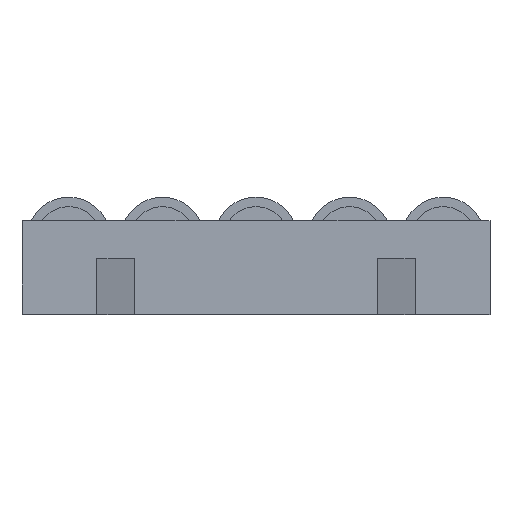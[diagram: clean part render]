
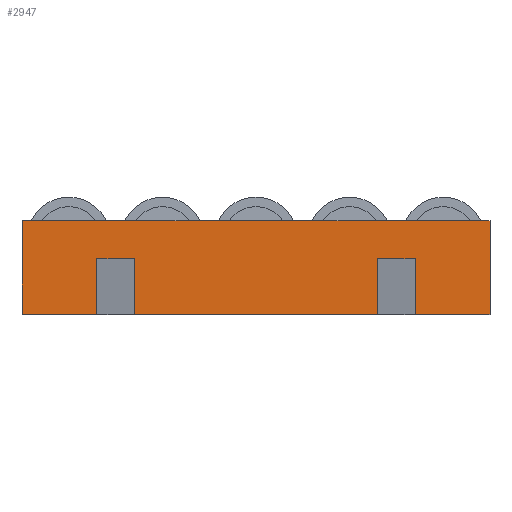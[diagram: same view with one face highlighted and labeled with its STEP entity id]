
A CAD part, top view. The second image highlights one B-rep face of the part: STEP entity #2947.
In plain terms, the highlighted planar face has unit normal (0, 0, 1).
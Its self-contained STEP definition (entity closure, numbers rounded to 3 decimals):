
#56 = CARTESIAN_POINT ( 'NONE',  ( 0., 0., 16.7 ) ) ;
#112 = VECTOR ( 'NONE', #3653, 1000. ) ;
#124 = VERTEX_POINT ( 'NONE', #343 ) ;
#252 = EDGE_CURVE ( 'NONE', #11171, #7988, #482, .T. ) ;
#300 = CARTESIAN_POINT ( 'NONE',  ( 25., 0., 16.7 ) ) ;
#341 = DIRECTION ( 'NONE',  ( 0., -1., 0. ) ) ;
#343 = CARTESIAN_POINT ( 'NONE',  ( -13., 0., 16.7 ) ) ;
#411 = VECTOR ( 'NONE', #8219, 1000. ) ;
#482 = LINE ( 'NONE', #1384, #7336 ) ;
#628 = EDGE_CURVE ( 'NONE', #8226, #1829, #2049, .T. ) ;
#731 = VERTEX_POINT ( 'NONE', #10756 ) ;
#879 = ORIENTED_EDGE ( 'NONE', *, *, #7487, .T. ) ;
#898 = CARTESIAN_POINT ( 'NONE',  ( 13., 5.9, 16.7 ) ) ;
#951 = VECTOR ( 'NONE', #6322, 1000. ) ;
#979 = DIRECTION ( 'NONE',  ( -1., 0., 0. ) ) ;
#1093 = CARTESIAN_POINT ( 'NONE',  ( -25., 5.9, 16.7 ) ) ;
#1384 = CARTESIAN_POINT ( 'NONE',  ( 25., 0., 16.7 ) ) ;
#1559 = VECTOR ( 'NONE', #10959, 1000. ) ;
#1829 = VERTEX_POINT ( 'NONE', #3027 ) ;
#1980 = VERTEX_POINT ( 'NONE', #11021 ) ;
#2037 = ORIENTED_EDGE ( 'NONE', *, *, #9229, .T. ) ;
#2049 = LINE ( 'NONE', #8052, #951 ) ;
#2236 = CARTESIAN_POINT ( 'NONE',  ( 17., 5.9, 16.7 ) ) ;
#2337 = DIRECTION ( 'NONE',  ( -1., 0., 0. ) ) ;
#2385 = ORIENTED_EDGE ( 'NONE', *, *, #8489, .F. ) ;
#2514 = VERTEX_POINT ( 'NONE', #2236 ) ;
#2519 = VERTEX_POINT ( 'NONE', #5580 ) ;
#2622 = LINE ( 'NONE', #56, #11073 ) ;
#2863 = DIRECTION ( 'NONE',  ( 1., 0., 0. ) ) ;
#2947 = ADVANCED_FACE ( 'NONE', ( #3906 ), #6753, .T. ) ;
#2953 = LINE ( 'NONE', #4952, #9492 ) ;
#3027 = CARTESIAN_POINT ( 'NONE',  ( -25., 10., 16.7 ) ) ;
#3255 = ORIENTED_EDGE ( 'NONE', *, *, #5390, .T. ) ;
#3523 = ORIENTED_EDGE ( 'NONE', *, *, #4748, .T. ) ;
#3653 = DIRECTION ( 'NONE',  ( -1., 0., 0. ) ) ;
#3764 = CARTESIAN_POINT ( 'NONE',  ( 0., 0., 16.7 ) ) ;
#3771 = VERTEX_POINT ( 'NONE', #3887 ) ;
#3887 = CARTESIAN_POINT ( 'NONE',  ( 17., 0., 16.7 ) ) ;
#3893 = LINE ( 'NONE', #5538, #8099 ) ;
#3906 = FACE_OUTER_BOUND ( 'NONE', #4510, .T. ) ;
#4023 = VERTEX_POINT ( 'NONE', #5075 ) ;
#4118 = LINE ( 'NONE', #3764, #112 ) ;
#4177 = CARTESIAN_POINT ( 'NONE',  ( 25., 10., 16.7 ) ) ;
#4243 = CARTESIAN_POINT ( 'NONE',  ( -25., 0., 16.7 ) ) ;
#4510 = EDGE_LOOP ( 'NONE', ( #879, #7483, #10979, #9356, #2037, #3523, #10969, #7209, #5711, #3255, #11174, #2385 ) ) ;
#4657 = AXIS2_PLACEMENT_3D ( 'NONE', #8515, #9227, #8483 ) ;
#4748 = EDGE_CURVE ( 'NONE', #7350, #2514, #7299, .T. ) ;
#4846 = CARTESIAN_POINT ( 'NONE',  ( 0., 0., 16.7 ) ) ;
#4952 = CARTESIAN_POINT ( 'NONE',  ( -25., 10., 16.7 ) ) ;
#4983 = VECTOR ( 'NONE', #8145, 1000. ) ;
#5004 = VECTOR ( 'NONE', #2863, 1000. ) ;
#5075 = CARTESIAN_POINT ( 'NONE',  ( -13., 5.9, 16.7 ) ) ;
#5239 = LINE ( 'NONE', #5570, #7268 ) ;
#5390 = EDGE_CURVE ( 'NONE', #11171, #1829, #2953, .T. ) ;
#5538 = CARTESIAN_POINT ( 'NONE',  ( -25., 5.9, 16.7 ) ) ;
#5570 = CARTESIAN_POINT ( 'NONE',  ( -13., 0., 16.7 ) ) ;
#5580 = CARTESIAN_POINT ( 'NONE',  ( -17., 5.9, 16.7 ) ) ;
#5648 = CARTESIAN_POINT ( 'NONE',  ( 13., 0., 16.7 ) ) ;
#5658 = DIRECTION ( 'NONE',  ( 1., 0., 0. ) ) ;
#5711 = ORIENTED_EDGE ( 'NONE', *, *, #252, .F. ) ;
#5726 = EDGE_CURVE ( 'NONE', #2519, #4023, #3893, .T. ) ;
#5839 = DIRECTION ( 'NONE',  ( 0., -1., 0. ) ) ;
#6310 = EDGE_CURVE ( 'NONE', #4023, #124, #5239, .T. ) ;
#6322 = DIRECTION ( 'NONE',  ( 0., 1., 0. ) ) ;
#6753 = PLANE ( 'NONE',  #4657 ) ;
#7114 = EDGE_CURVE ( 'NONE', #7988, #3771, #10991, .T. ) ;
#7132 = CARTESIAN_POINT ( 'NONE',  ( 17., 0., 16.7 ) ) ;
#7209 = ORIENTED_EDGE ( 'NONE', *, *, #7114, .F. ) ;
#7268 = VECTOR ( 'NONE', #341, 1000. ) ;
#7279 = LINE ( 'NONE', #8953, #4983 ) ;
#7299 = LINE ( 'NONE', #1093, #5004 ) ;
#7336 = VECTOR ( 'NONE', #5839, 1000. ) ;
#7350 = VERTEX_POINT ( 'NONE', #898 ) ;
#7483 = ORIENTED_EDGE ( 'NONE', *, *, #5726, .T. ) ;
#7487 = EDGE_CURVE ( 'NONE', #731, #2519, #7279, .T. ) ;
#7645 = VECTOR ( 'NONE', #7967, 1000. ) ;
#7931 = LINE ( 'NONE', #5648, #411 ) ;
#7967 = DIRECTION ( 'NONE',  ( 0., -1., 0. ) ) ;
#7988 = VERTEX_POINT ( 'NONE', #300 ) ;
#8052 = CARTESIAN_POINT ( 'NONE',  ( -25., 0., 16.7 ) ) ;
#8099 = VECTOR ( 'NONE', #5658, 1000. ) ;
#8145 = DIRECTION ( 'NONE',  ( 0., 1., 0. ) ) ;
#8171 = LINE ( 'NONE', #7132, #7645 ) ;
#8219 = DIRECTION ( 'NONE',  ( 0., 1., 0. ) ) ;
#8226 = VERTEX_POINT ( 'NONE', #4243 ) ;
#8483 = DIRECTION ( 'NONE',  ( 1., 0., 0. ) ) ;
#8489 = EDGE_CURVE ( 'NONE', #731, #8226, #4118, .T. ) ;
#8515 = CARTESIAN_POINT ( 'NONE',  ( -25., 0., 16.7 ) ) ;
#8926 = EDGE_CURVE ( 'NONE', #1980, #124, #2622, .T. ) ;
#8953 = CARTESIAN_POINT ( 'NONE',  ( -17., 0., 16.7 ) ) ;
#9227 = DIRECTION ( 'NONE',  ( 0., 0., 1. ) ) ;
#9229 = EDGE_CURVE ( 'NONE', #1980, #7350, #7931, .T. ) ;
#9356 = ORIENTED_EDGE ( 'NONE', *, *, #8926, .F. ) ;
#9492 = VECTOR ( 'NONE', #2337, 1000. ) ;
#9945 = EDGE_CURVE ( 'NONE', #2514, #3771, #8171, .T. ) ;
#10756 = CARTESIAN_POINT ( 'NONE',  ( -17., 0., 16.7 ) ) ;
#10959 = DIRECTION ( 'NONE',  ( -1., 0., 0. ) ) ;
#10969 = ORIENTED_EDGE ( 'NONE', *, *, #9945, .T. ) ;
#10979 = ORIENTED_EDGE ( 'NONE', *, *, #6310, .T. ) ;
#10991 = LINE ( 'NONE', #4846, #1559 ) ;
#11021 = CARTESIAN_POINT ( 'NONE',  ( 13., 0., 16.7 ) ) ;
#11073 = VECTOR ( 'NONE', #979, 1000. ) ;
#11171 = VERTEX_POINT ( 'NONE', #4177 ) ;
#11174 = ORIENTED_EDGE ( 'NONE', *, *, #628, .F. ) ;
